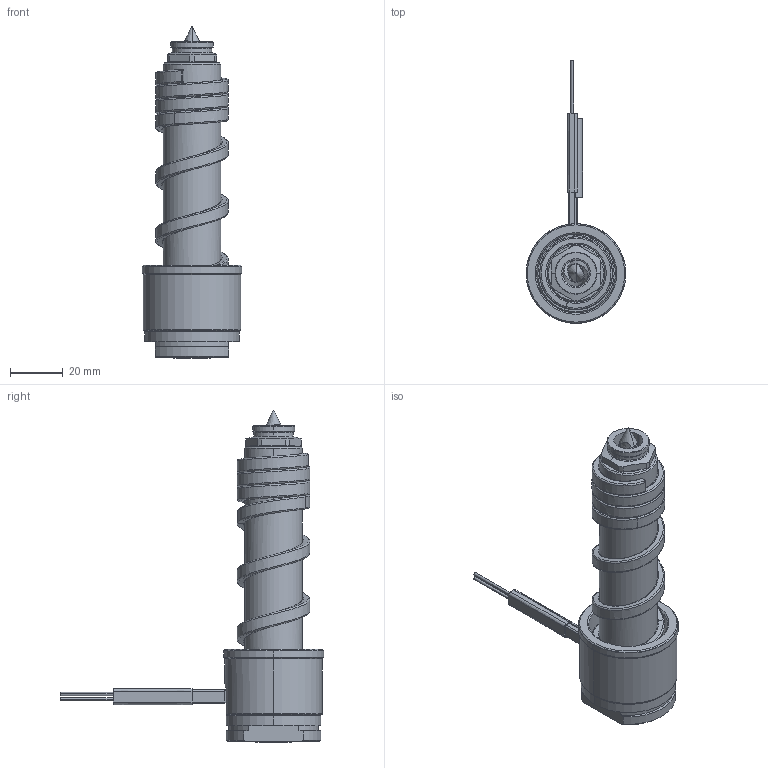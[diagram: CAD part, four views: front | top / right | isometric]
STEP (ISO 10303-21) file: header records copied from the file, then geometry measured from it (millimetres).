
FILE_DESCRIPTION((''),'2;1');
FILE_NAME('LS-126-BKU-N','2014-03-03T',('Íàòàëüÿ'),('IMID'),'PRO/ENGINEER BY PARAMETRIC TECHNOLOGY CORPORATION, 2010180','PRO/ENGINEER BY PARAMETRIC TECHNOLOGY CORPORATION, 2010180','');
FILE_SCHEMA(('CONFIG_CONTROL_DESIGN'));
Length unit declared in the file: millimetre
Products named in the file (1): LS-126-BKU-N
Bounding box: 38 x 100 x 126.2 mm (x, y, z)
Volume: 64305.1 mm3; surface area: 29261.7 mm2
Topology: 1 solids, 9 shells, 328 faces, 834 edges, 501 vertices
Faces by surface type: cylinder 104, bspline 66, cone 62, plane 51, torus 28, revolution 9, extrusion 8
Entity records: 17924 total; most frequent: CARTESIAN_POINT 10471, ORIENTED_EDGE 1628, DIRECTION 1405, EDGE_CURVE 826, AXIS2_PLACEMENT_3D 558, VERTEX_POINT 501, EDGE_LOOP 351, FACE_OUTER_BOUND 328
